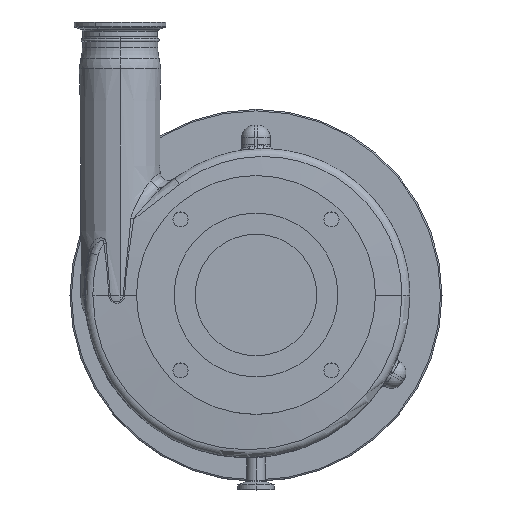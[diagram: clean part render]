
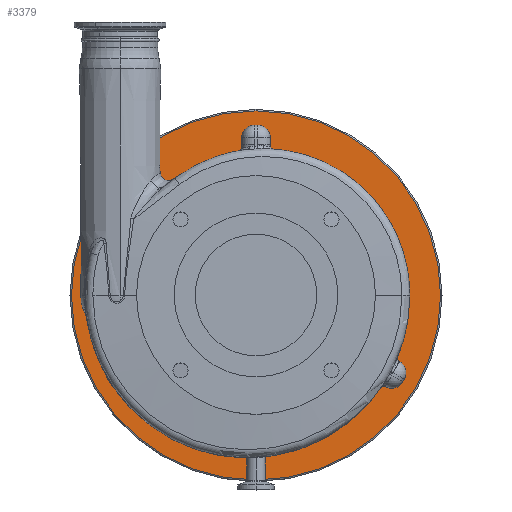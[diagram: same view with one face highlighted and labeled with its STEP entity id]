
A CAD part, top view. The second image highlights one B-rep face of the part: STEP entity #3379.
In plain terms, the highlighted planar face has unit normal (0, 0, 1).
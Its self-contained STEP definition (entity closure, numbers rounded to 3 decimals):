
#125 = DIRECTION ( 'NONE',  ( 0., 0., 1. ) ) ;
#132 = DIRECTION ( 'NONE',  ( 0., 0., 1. ) ) ;
#410 = CARTESIAN_POINT ( 'NONE',  ( -97., 0., -58.5 ) ) ;
#645 = ORIENTED_EDGE ( 'NONE', *, *, #7900, .F. ) ;
#722 = FACE_OUTER_BOUND ( 'NONE', #5369, .T. ) ;
#731 = DIRECTION ( 'NONE',  ( -1., 0., 0. ) ) ;
#876 = EDGE_LOOP ( 'NONE', ( #645, #7523 ) ) ;
#1069 = VERTEX_POINT ( 'NONE', #3141 ) ;
#1659 = ORIENTED_EDGE ( 'NONE', *, *, #5880, .T. ) ;
#1722 = EDGE_LOOP ( 'NONE', ( #3389, #14764 ) ) ;
#1821 = PLANE ( 'NONE',  #6130 ) ;
#1872 = DIRECTION ( 'NONE',  ( 0., 0., 1. ) ) ;
#1971 = ORIENTED_EDGE ( 'NONE', *, *, #11552, .F. ) ;
#1974 = EDGE_CURVE ( 'NONE', #1069, #7538, #8399, .T. ) ;
#2174 = CIRCLE ( 'NONE', #12198, 97. ) ;
#2551 = AXIS2_PLACEMENT_3D ( 'NONE', #4172, #1872, #8955 ) ;
#2607 = DIRECTION ( 'NONE',  ( 0., 0., 1. ) ) ;
#2986 = CIRCLE ( 'NONE', #6501, 10. ) ;
#2993 = CARTESIAN_POINT ( 'NONE',  ( 10., 109., -58.5 ) ) ;
#3008 = FACE_BOUND ( 'NONE', #11597, .T. ) ;
#3091 = EDGE_CURVE ( 'NONE', #6255, #12255, #13635, .T. ) ;
#3141 = CARTESIAN_POINT ( 'NONE',  ( 97., 0., -58.5 ) ) ;
#3379 = ADVANCED_FACE ( 'NONE', ( #4201, #13757, #11558, #3008, #722 ), #1821, .F. ) ;
#3389 = ORIENTED_EDGE ( 'NONE', *, *, #11085, .F. ) ;
#3793 = CARTESIAN_POINT ( 'NONE',  ( 0., 0., -58.5 ) ) ;
#3798 = DIRECTION ( 'NONE',  ( -1., 0., 0. ) ) ;
#4172 = CARTESIAN_POINT ( 'NONE',  ( -94.397, -54.5, -58.5 ) ) ;
#4201 = FACE_BOUND ( 'NONE', #876, .T. ) ;
#4465 = CARTESIAN_POINT ( 'NONE',  ( 84.397, -54.5, -58.5 ) ) ;
#4696 = AXIS2_PLACEMENT_3D ( 'NONE', #9069, #6863, #731 ) ;
#4825 = VERTEX_POINT ( 'NONE', #10801 ) ;
#5369 = EDGE_LOOP ( 'NONE', ( #7373, #1659 ) ) ;
#5645 = CARTESIAN_POINT ( 'NONE',  ( -129., 0., -58.5 ) ) ;
#5808 = CARTESIAN_POINT ( 'NONE',  ( 94.397, -54.5, -58.5 ) ) ;
#5880 = EDGE_CURVE ( 'NONE', #12255, #6255, #10694, .T. ) ;
#6001 = EDGE_CURVE ( 'NONE', #9067, #15157, #2986, .T. ) ;
#6130 = AXIS2_PLACEMENT_3D ( 'NONE', #11406, #10005, #13831 ) ;
#6255 = VERTEX_POINT ( 'NONE', #11001 ) ;
#6501 = AXIS2_PLACEMENT_3D ( 'NONE', #7481, #12421, #12497 ) ;
#6661 = AXIS2_PLACEMENT_3D ( 'NONE', #3793, #125, #9593 ) ;
#6863 = DIRECTION ( 'NONE',  ( 0., 0., 1. ) ) ;
#7061 = VERTEX_POINT ( 'NONE', #12658 ) ;
#7373 = ORIENTED_EDGE ( 'NONE', *, *, #3091, .T. ) ;
#7481 = CARTESIAN_POINT ( 'NONE',  ( 0., 109., -58.5 ) ) ;
#7523 = ORIENTED_EDGE ( 'NONE', *, *, #9939, .F. ) ;
#7538 = VERTEX_POINT ( 'NONE', #410 ) ;
#7900 = EDGE_CURVE ( 'NONE', #14489, #4825, #11587, .T. ) ;
#8399 = CIRCLE ( 'NONE', #6661, 97. ) ;
#8612 = CIRCLE ( 'NONE', #14617, 10. ) ;
#8955 = DIRECTION ( 'NONE',  ( -1., 0., 0. ) ) ;
#9001 = AXIS2_PLACEMENT_3D ( 'NONE', #13020, #15391, #14047 ) ;
#9022 = DIRECTION ( 'NONE',  ( 1., 0., 0. ) ) ;
#9067 = VERTEX_POINT ( 'NONE', #15263 ) ;
#9069 = CARTESIAN_POINT ( 'NONE',  ( 0., 109., -58.5 ) ) ;
#9082 = ORIENTED_EDGE ( 'NONE', *, *, #12812, .F. ) ;
#9545 = CARTESIAN_POINT ( 'NONE',  ( 0., 0., -58.5 ) ) ;
#9593 = DIRECTION ( 'NONE',  ( -1., 0., 0. ) ) ;
#9939 = EDGE_CURVE ( 'NONE', #4825, #14489, #8612, .T. ) ;
#10005 = DIRECTION ( 'NONE',  ( 0., 0., -1. ) ) ;
#10694 = CIRCLE ( 'NONE', #14209, 129. ) ;
#10714 = DIRECTION ( 'NONE',  ( 0., 0., 1. ) ) ;
#10801 = CARTESIAN_POINT ( 'NONE',  ( -104.397, -54.5, -58.5 ) ) ;
#10924 = CARTESIAN_POINT ( 'NONE',  ( 0., 0., -58.5 ) ) ;
#11001 = CARTESIAN_POINT ( 'NONE',  ( 129., 0., -58.5 ) ) ;
#11085 = EDGE_CURVE ( 'NONE', #15157, #9067, #12200, .T. ) ;
#11406 = CARTESIAN_POINT ( 'NONE',  ( 0., 64.295, -58.5 ) ) ;
#11434 = CARTESIAN_POINT ( 'NONE',  ( -84.397, -54.5, -58.5 ) ) ;
#11552 = EDGE_CURVE ( 'NONE', #7061, #13039, #12208, .T. ) ;
#11558 = FACE_BOUND ( 'NONE', #1722, .T. ) ;
#11587 = CIRCLE ( 'NONE', #2551, 10. ) ;
#11597 = EDGE_LOOP ( 'NONE', ( #12555, #9082 ) ) ;
#12198 = AXIS2_PLACEMENT_3D ( 'NONE', #10924, #132, #3798 ) ;
#12200 = CIRCLE ( 'NONE', #4696, 10. ) ;
#12208 = CIRCLE ( 'NONE', #13970, 10. ) ;
#12255 = VERTEX_POINT ( 'NONE', #5645 ) ;
#12382 = AXIS2_PLACEMENT_3D ( 'NONE', #13947, #15058, #9022 ) ;
#12409 = EDGE_LOOP ( 'NONE', ( #1971, #15372 ) ) ;
#12421 = DIRECTION ( 'NONE',  ( 0., 0., 1. ) ) ;
#12497 = DIRECTION ( 'NONE',  ( -1., 0., 0. ) ) ;
#12555 = ORIENTED_EDGE ( 'NONE', *, *, #1974, .F. ) ;
#12658 = CARTESIAN_POINT ( 'NONE',  ( 104.397, -54.5, -58.5 ) ) ;
#12767 = DIRECTION ( 'NONE',  ( -1., 0., 0. ) ) ;
#12812 = EDGE_CURVE ( 'NONE', #7538, #1069, #2174, .T. ) ;
#12905 = CARTESIAN_POINT ( 'NONE',  ( -94.397, -54.5, -58.5 ) ) ;
#13020 = CARTESIAN_POINT ( 'NONE',  ( 94.397, -54.5, -58.5 ) ) ;
#13039 = VERTEX_POINT ( 'NONE', #4465 ) ;
#13237 = CIRCLE ( 'NONE', #9001, 10. ) ;
#13635 = CIRCLE ( 'NONE', #12382, 129. ) ;
#13757 = FACE_BOUND ( 'NONE', #12409, .T. ) ;
#13831 = DIRECTION ( 'NONE',  ( -1., 0., 0. ) ) ;
#13947 = CARTESIAN_POINT ( 'NONE',  ( 0., 0., -58.5 ) ) ;
#13970 = AXIS2_PLACEMENT_3D ( 'NONE', #5808, #14188, #12767 ) ;
#14047 = DIRECTION ( 'NONE',  ( -1., 0., 0. ) ) ;
#14188 = DIRECTION ( 'NONE',  ( 0., 0., 1. ) ) ;
#14209 = AXIS2_PLACEMENT_3D ( 'NONE', #9545, #2607, #14314 ) ;
#14314 = DIRECTION ( 'NONE',  ( 1., 0., 0. ) ) ;
#14489 = VERTEX_POINT ( 'NONE', #11434 ) ;
#14617 = AXIS2_PLACEMENT_3D ( 'NONE', #12905, #10714, #15355 ) ;
#14764 = ORIENTED_EDGE ( 'NONE', *, *, #6001, .F. ) ;
#15058 = DIRECTION ( 'NONE',  ( 0., 0., 1. ) ) ;
#15157 = VERTEX_POINT ( 'NONE', #2993 ) ;
#15263 = CARTESIAN_POINT ( 'NONE',  ( -10., 109., -58.5 ) ) ;
#15296 = EDGE_CURVE ( 'NONE', #13039, #7061, #13237, .T. ) ;
#15355 = DIRECTION ( 'NONE',  ( -1., 0., 0. ) ) ;
#15372 = ORIENTED_EDGE ( 'NONE', *, *, #15296, .F. ) ;
#15391 = DIRECTION ( 'NONE',  ( 0., 0., 1. ) ) ;
